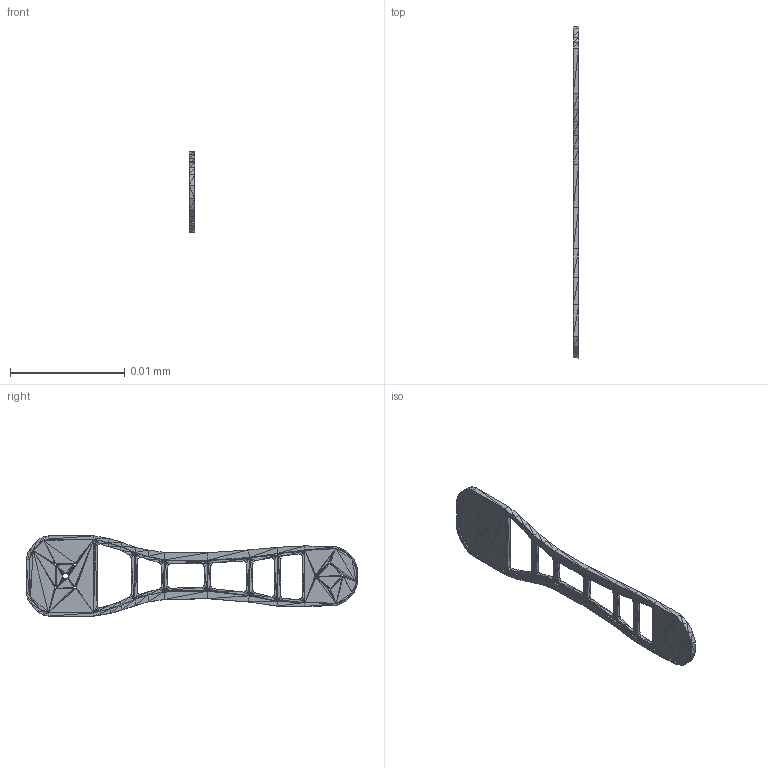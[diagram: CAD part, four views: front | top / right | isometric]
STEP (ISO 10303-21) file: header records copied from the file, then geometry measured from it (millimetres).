
FILE_DESCRIPTION(('FreeCAD Model'),'2;1');
FILE_NAME('Open CASCADE Shape Model','2024-06-05T10:48:45',('Author'),( ''),'Open CASCADE STEP processor 7.6','FreeCAD','Unknown');
FILE_SCHEMA(('AUTOMOTIVE_DESIGN { 1 0 10303 214 1 1 1 1 }'));
Length unit declared in the file: millimetre
Products named in the file (1): RobotArm_Construction_V02_Axis003 (Solid)
Bounding box: 0 x 0.03 x 0.01 mm (x, y, z)
Volume: 0 mm3; surface area: 0 mm2
Topology: 1 solids, 1 shells, 1864 faces, 2796 edges, 904 vertices
Faces by surface type: plane 1864
Entity records: 36322 total; most frequent: DIRECTION 6526, ORIENTED_EDGE 5592, CARTESIAN_POINT 5565, EDGE_CURVE 2796, LINE 2796, VECTOR 2796, AXIS2_PLACEMENT_3D 1865, ADVANCED_FACE 1864
